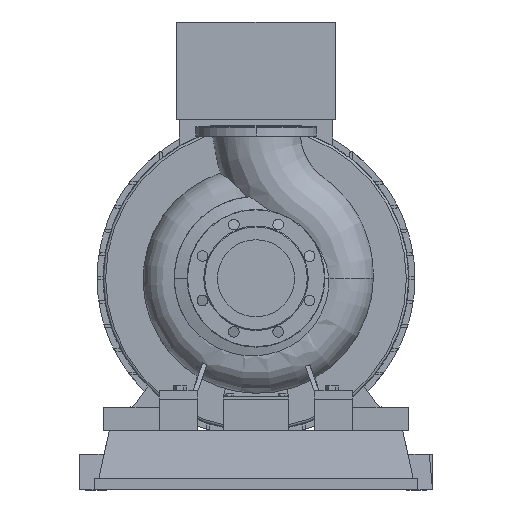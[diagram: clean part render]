
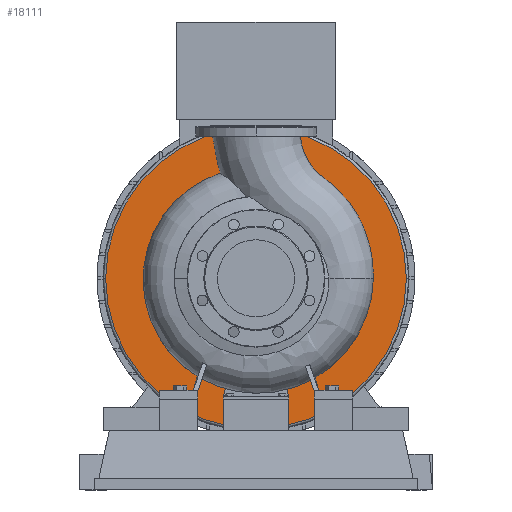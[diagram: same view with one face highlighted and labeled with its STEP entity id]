
A CAD part, left-side view. The second image highlights one B-rep face of the part: STEP entity #18111.
In plain terms, the highlighted planar face has unit normal (-1, 0, 0).
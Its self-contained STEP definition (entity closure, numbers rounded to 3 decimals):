
#8430=CARTESIAN_POINT('',(755.0,311.,438.));
#8431=VERTEX_POINT('',#8430);
#8457=CARTESIAN_POINT('',(755.0,-311.,438.));
#8458=VERTEX_POINT('',#8457);
#8466=CARTESIAN_POINT('',(755.0,0.,438.0));
#8467=DIRECTION('',(1.0,0.0,0.0));
#8468=DIRECTION('',(0.0,0.0,1.0));
#8469=AXIS2_PLACEMENT_3D('',#8466,#8467,#8468);
#8470=CIRCLE('',#8469,311.);
#8471=EDGE_CURVE('',#8458,#8431,#8470,.T.);
#8481=CARTESIAN_POINT('',(755.0,0.,490.5));
#8482=VERTEX_POINT('',#8481);
#8491=CARTESIAN_POINT('',(755.0,0.,385.5));
#8492=VERTEX_POINT('',#8491);
#8493=CARTESIAN_POINT('',(755.0,0.,438.0));
#8494=DIRECTION('',(1.0,0.0,0.0));
#8495=DIRECTION('',(0.0,0.0,1.0));
#8496=AXIS2_PLACEMENT_3D('',#8493,#8494,#8495);
#8497=CIRCLE('',#8496,52.5);
#8498=EDGE_CURVE('',#8492,#8482,#8497,.T.);
#18073=CARTESIAN_POINT('',(755.0,0.,438.0));
#18074=DIRECTION('',(1.0,0.0,0.0));
#18075=DIRECTION('',(0.0,0.0,1.0));
#18076=AXIS2_PLACEMENT_3D('',#18073,#18074,#18075);
#18077=CIRCLE('',#18076,52.5);
#18078=EDGE_CURVE('',#8482,#8492,#18077,.T.);
#18083=CARTESIAN_POINT('',(755.0,0.,619.75));
#18084=DIRECTION('',(-1.0,0.0,0.0));
#18085=DIRECTION('',(0.0,-1.0,0.0));
#18086=AXIS2_PLACEMENT_3D('',#18083,#18084,#18085);
#18087=PLANE('',#18086);
#18088=CARTESIAN_POINT('',(755.0,0.,749.));
#18089=VERTEX_POINT('',#18088);
#18090=CARTESIAN_POINT('',(755.0,0.,438.0));
#18091=DIRECTION('',(1.0,0.0,0.0));
#18092=DIRECTION('',(0.0,0.0,1.0));
#18093=AXIS2_PLACEMENT_3D('',#18090,#18091,#18092);
#18094=CIRCLE('',#18093,311.);
#18095=EDGE_CURVE('',#18089,#8458,#18094,.T.);
#18096=ORIENTED_EDGE('',*,*,#18095,.F.);
#18097=CARTESIAN_POINT('',(755.0,0.,438.0));
#18098=DIRECTION('',(1.0,0.0,0.0));
#18099=DIRECTION('',(0.0,0.0,1.0));
#18100=AXIS2_PLACEMENT_3D('',#18097,#18098,#18099);
#18101=CIRCLE('',#18100,311.);
#18102=EDGE_CURVE('',#8431,#18089,#18101,.T.);
#18103=ORIENTED_EDGE('',*,*,#18102,.F.);
#18104=ORIENTED_EDGE('',*,*,#8471,.F.);
#18105=EDGE_LOOP('',(#18096,#18103,#18104));
#18106=FACE_OUTER_BOUND('',#18105,.T.);
#18107=ORIENTED_EDGE('',*,*,#18078,.T.);
#18108=ORIENTED_EDGE('',*,*,#8498,.T.);
#18109=EDGE_LOOP('',(#18107,#18108));
#18110=FACE_BOUND('',#18109,.T.);
#18111=ADVANCED_FACE('',(#18106,#18110),#18087,.T.);
